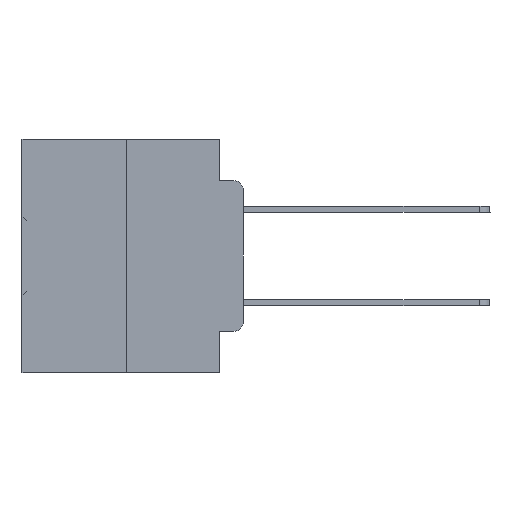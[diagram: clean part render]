
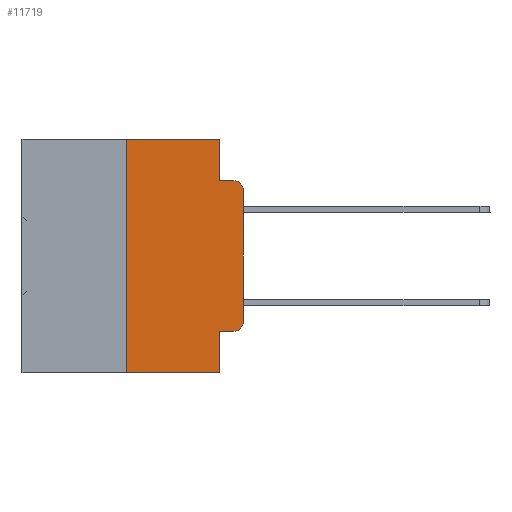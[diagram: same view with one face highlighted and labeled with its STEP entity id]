
A CAD part, left-side view. The second image highlights one B-rep face of the part: STEP entity #11719.
In plain terms, the highlighted planar face has unit normal (-1, 0, 0).
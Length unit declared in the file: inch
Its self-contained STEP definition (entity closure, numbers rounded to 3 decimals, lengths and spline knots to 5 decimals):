
#284 = DIRECTION ( 'NONE',  ( 0., 0., 1. ) ) ;
#1270 = DIRECTION ( 'NONE',  ( 0., 0., -1. ) ) ;
#1794 = CARTESIAN_POINT ( 'NONE',  ( 0., 0.051, -0.4115 ) ) ;
#2466 = ORIENTED_EDGE ( 'NONE', *, *, #33474, .T. ) ;
#2886 = DIRECTION ( 'NONE',  ( 0., -1., 0. ) ) ;
#2888 = EDGE_LOOP ( 'NONE', ( #2466, #17397, #14507, #33719, #30953, #30050, #31865, #5258, #3342, #14069 ) ) ;
#2894 = CARTESIAN_POINT ( 'NONE',  ( 0., 0.473, 0. ) ) ;
#3341 = EDGE_CURVE ( 'NONE', #24245, #11579, #37568, .T. ) ;
#3342 = ORIENTED_EDGE ( 'NONE', *, *, #3341, .T. ) ;
#4882 = DIRECTION ( 'NONE',  ( -1., 0., 0. ) ) ;
#5258 = ORIENTED_EDGE ( 'NONE', *, *, #24061, .F. ) ;
#5522 = CARTESIAN_POINT ( 'NONE',  ( 0., 0.051, -0.0885 ) ) ;
#6427 = VECTOR ( 'NONE', #2886, 39.37008 ) ;
#7328 = VECTOR ( 'NONE', #10624, 39.37008 ) ;
#7373 = DIRECTION ( 'NONE',  ( 0., 0., -1. ) ) ;
#8101 = VERTEX_POINT ( 'NONE', #27288 ) ;
#8140 = CARTESIAN_POINT ( 'NONE',  ( 0., 0.051, -0.4115 ) ) ;
#8444 = EDGE_CURVE ( 'NONE', #21581, #13528, #14604, .T. ) ;
#8719 = CIRCLE ( 'NONE', #33035, 0.02 ) ;
#8864 = DIRECTION ( 'NONE',  ( 1., 0., 0. ) ) ;
#10624 = DIRECTION ( 'NONE',  ( 0., -1., 0. ) ) ;
#11496 = LINE ( 'NONE', #23595, #6427 ) ;
#11579 = VERTEX_POINT ( 'NONE', #14098 ) ;
#11719 = ADVANCED_FACE ( 'NONE', ( #15931 ), #23479, .F. ) ;
#12565 = AXIS2_PLACEMENT_3D ( 'NONE', #36470, #19103, #1270 ) ;
#12745 = CARTESIAN_POINT ( 'NONE',  ( 0., 0., -0.3915 ) ) ;
#13038 = EDGE_CURVE ( 'NONE', #14723, #8101, #19518, .T. ) ;
#13117 = CARTESIAN_POINT ( 'NONE',  ( 0., 0.051, 0. ) ) ;
#13528 = VERTEX_POINT ( 'NONE', #32855 ) ;
#13937 = CARTESIAN_POINT ( 'NONE',  ( 0., 0., -0.1085 ) ) ;
#14069 = ORIENTED_EDGE ( 'NONE', *, *, #36063, .T. ) ;
#14098 = CARTESIAN_POINT ( 'NONE',  ( 0., 0.02, -0.4115 ) ) ;
#14190 = DIRECTION ( 'NONE',  ( 0., -1., 0. ) ) ;
#14507 = ORIENTED_EDGE ( 'NONE', *, *, #8444, .F. ) ;
#14604 = LINE ( 'NONE', #5522, #37870 ) ;
#14723 = VERTEX_POINT ( 'NONE', #29747 ) ;
#15088 = LINE ( 'NONE', #25027, #29691 ) ;
#15460 = VERTEX_POINT ( 'NONE', #12745 ) ;
#15931 = FACE_OUTER_BOUND ( 'NONE', #2888, .T. ) ;
#17397 = ORIENTED_EDGE ( 'NONE', *, *, #22407, .T. ) ;
#18146 = VERTEX_POINT ( 'NONE', #13937 ) ;
#18885 = CARTESIAN_POINT ( 'NONE',  ( 0., 0.051, 0. ) ) ;
#19103 = DIRECTION ( 'NONE',  ( -1., 0., 0. ) ) ;
#19518 = LINE ( 'NONE', #36454, #27245 ) ;
#19850 = LINE ( 'NONE', #13117, #26661 ) ;
#20526 = VECTOR ( 'NONE', #284, 39.37008 ) ;
#21339 = VECTOR ( 'NONE', #14190, 39.37008 ) ;
#21350 = CARTESIAN_POINT ( 'NONE',  ( 0., 0.051, -0.0885 ) ) ;
#21430 = LINE ( 'NONE', #35516, #20526 ) ;
#21581 = VERTEX_POINT ( 'NONE', #21350 ) ;
#22407 = EDGE_CURVE ( 'NONE', #18146, #13528, #8719, .T. ) ;
#22575 = CARTESIAN_POINT ( 'NONE',  ( 0., 0.02, -0.1085 ) ) ;
#22953 = EDGE_CURVE ( 'NONE', #26988, #21581, #19850, .T. ) ;
#23479 = PLANE ( 'NONE',  #37434 ) ;
#23595 = CARTESIAN_POINT ( 'NONE',  ( 0., 0.473, 0. ) ) ;
#24061 = EDGE_CURVE ( 'NONE', #24245, #30931, #15088, .T. ) ;
#24245 = VERTEX_POINT ( 'NONE', #8140 ) ;
#24984 = CIRCLE ( 'NONE', #12565, 0.02 ) ;
#25027 = CARTESIAN_POINT ( 'NONE',  ( 0., 0.051, 0. ) ) ;
#25483 = DIRECTION ( 'NONE',  ( 0., 0., -1. ) ) ;
#25516 = CARTESIAN_POINT ( 'NONE',  ( 0., 0.051, -0.5 ) ) ;
#25853 = CARTESIAN_POINT ( 'NONE',  ( 0., 0.473, -0.5 ) ) ;
#26127 = DIRECTION ( 'NONE',  ( 0., -1., 0. ) ) ;
#26661 = VECTOR ( 'NONE', #30647, 39.37008 ) ;
#26988 = VERTEX_POINT ( 'NONE', #18885 ) ;
#27230 = EDGE_CURVE ( 'NONE', #14723, #30931, #29049, .T. ) ;
#27245 = VECTOR ( 'NONE', #36593, 39.37008 ) ;
#27288 = CARTESIAN_POINT ( 'NONE',  ( 0., 0.25, 0. ) ) ;
#28689 = EDGE_CURVE ( 'NONE', #8101, #26988, #11496, .T. ) ;
#29049 = LINE ( 'NONE', #25853, #21339 ) ;
#29421 = DIRECTION ( 'NONE',  ( 0., 0., -1. ) ) ;
#29691 = VECTOR ( 'NONE', #7373, 39.37008 ) ;
#29747 = CARTESIAN_POINT ( 'NONE',  ( 0., 0.25, -0.5 ) ) ;
#30050 = ORIENTED_EDGE ( 'NONE', *, *, #13038, .F. ) ;
#30647 = DIRECTION ( 'NONE',  ( 0., 0., -1. ) ) ;
#30931 = VERTEX_POINT ( 'NONE', #25516 ) ;
#30953 = ORIENTED_EDGE ( 'NONE', *, *, #28689, .F. ) ;
#31865 = ORIENTED_EDGE ( 'NONE', *, *, #27230, .T. ) ;
#32855 = CARTESIAN_POINT ( 'NONE',  ( 0., 0.02, -0.0885 ) ) ;
#33035 = AXIS2_PLACEMENT_3D ( 'NONE', #22575, #4882, #25483 ) ;
#33474 = EDGE_CURVE ( 'NONE', #15460, #18146, #21430, .T. ) ;
#33719 = ORIENTED_EDGE ( 'NONE', *, *, #22953, .F. ) ;
#35516 = CARTESIAN_POINT ( 'NONE',  ( 0., 0., 0. ) ) ;
#36063 = EDGE_CURVE ( 'NONE', #11579, #15460, #24984, .T. ) ;
#36454 = CARTESIAN_POINT ( 'NONE',  ( 0., 0.25, 0. ) ) ;
#36470 = CARTESIAN_POINT ( 'NONE',  ( 0., 0.02, -0.3915 ) ) ;
#36593 = DIRECTION ( 'NONE',  ( 0., 0., 1. ) ) ;
#37434 = AXIS2_PLACEMENT_3D ( 'NONE', #2894, #8864, #29421 ) ;
#37568 = LINE ( 'NONE', #1794, #7328 ) ;
#37870 = VECTOR ( 'NONE', #26127, 39.37008 ) ;
